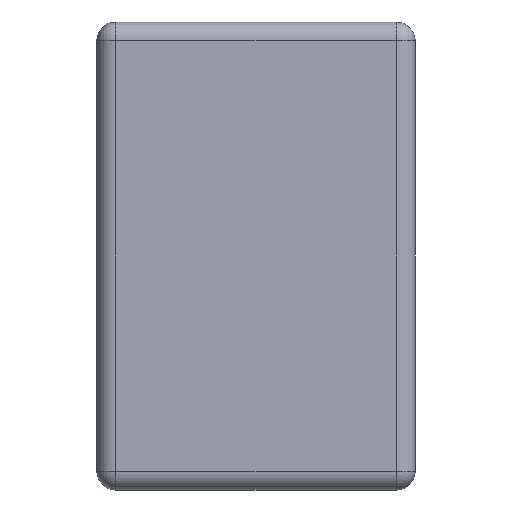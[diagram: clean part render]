
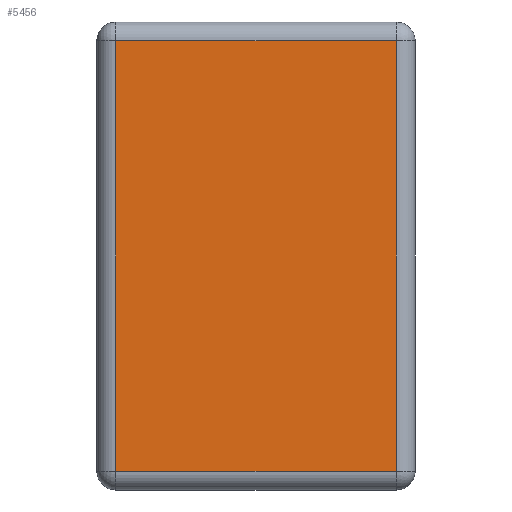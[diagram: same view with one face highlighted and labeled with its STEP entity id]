
A CAD part, left-side view. The second image highlights one B-rep face of the part: STEP entity #5456.
In plain terms, the highlighted planar face has unit normal (-1, 0, 0).
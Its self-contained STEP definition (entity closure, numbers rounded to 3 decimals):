
#743 = PLANE ( 'NONE',  #3528 ) ;
#744 = CARTESIAN_POINT ( 'NONE',  ( -1., 0.425, 0.625 ) ) ;
#745 = DIRECTION ( 'NONE',  ( 1., 0., 0. ) ) ;
#746 = DIRECTION ( 'NONE',  ( 0., 0., -1. ) ) ;
#3277 = LINE ( 'NONE', #3278, #6093 ) ;
#3278 = CARTESIAN_POINT ( 'NONE',  ( -1., -0.375, 0.625 ) ) ;
#3279 = DIRECTION ( 'NONE',  ( 0., 0., 1. ) ) ;
#3528 = AXIS2_PLACEMENT_3D ( 'NONE', #744, #745, #746 ) ;
#3535 = FACE_OUTER_BOUND ( 'NONE', #6021, .T. ) ;
#3626 = VECTOR ( 'NONE', #7029, 1000. ) ;
#3852 = CARTESIAN_POINT ( 'NONE',  ( -1., 0.375, -0.575 ) ) ;
#3904 = CARTESIAN_POINT ( 'NONE',  ( -1., 0.375, 0.575 ) ) ;
#3907 = CARTESIAN_POINT ( 'NONE',  ( -1., -0.375, -0.575 ) ) ;
#3911 = CARTESIAN_POINT ( 'NONE',  ( -1., -0.375, 0.575 ) ) ;
#4115 = LINE ( 'NONE', #4116, #8934 ) ;
#4116 = CARTESIAN_POINT ( 'NONE',  ( -1., 0.425, -0.575 ) ) ;
#4117 = DIRECTION ( 'NONE',  ( 0., -1., 0. ) ) ;
#5436 = EDGE_CURVE ( 'NONE', #8891, #8895, #3277, .T. ) ;
#5456 = ADVANCED_FACE ( 'NONE', ( #3535 ), #743, .F. ) ;
#5479 = EDGE_CURVE ( 'NONE', #8895, #8888, #7027, .T. ) ;
#5520 = EDGE_CURVE ( 'NONE', #8834, #8891, #4115, .T. ) ;
#5640 = EDGE_CURVE ( 'NONE', #8888, #8834, #8426, .T. ) ;
#6021 = EDGE_LOOP ( 'NONE', ( #7975, #7825, #7843, #7833 ) ) ;
#6093 = VECTOR ( 'NONE', #3279, 1000. ) ;
#7027 = LINE ( 'NONE', #7028, #3626 ) ;
#7028 = CARTESIAN_POINT ( 'NONE',  ( -1., 0.425, 0.575 ) ) ;
#7029 = DIRECTION ( 'NONE',  ( 0., 1., 0. ) ) ;
#7486 = VECTOR ( 'NONE', #8428, 1000. ) ;
#7825 = ORIENTED_EDGE ( 'NONE', *, *, #5520, .T. ) ;
#7833 = ORIENTED_EDGE ( 'NONE', *, *, #5479, .T. ) ;
#7843 = ORIENTED_EDGE ( 'NONE', *, *, #5436, .T. ) ;
#7975 = ORIENTED_EDGE ( 'NONE', *, *, #5640, .T. ) ;
#8426 = LINE ( 'NONE', #8427, #7486 ) ;
#8427 = CARTESIAN_POINT ( 'NONE',  ( -1., 0.375, 0.625 ) ) ;
#8428 = DIRECTION ( 'NONE',  ( 0., 0., -1. ) ) ;
#8834 = VERTEX_POINT ( 'NONE', #3852 ) ;
#8888 = VERTEX_POINT ( 'NONE', #3904 ) ;
#8891 = VERTEX_POINT ( 'NONE', #3907 ) ;
#8895 = VERTEX_POINT ( 'NONE', #3911 ) ;
#8934 = VECTOR ( 'NONE', #4117, 1000. ) ;
